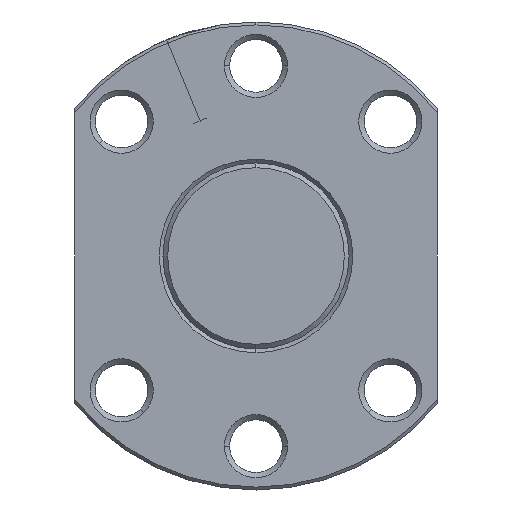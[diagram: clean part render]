
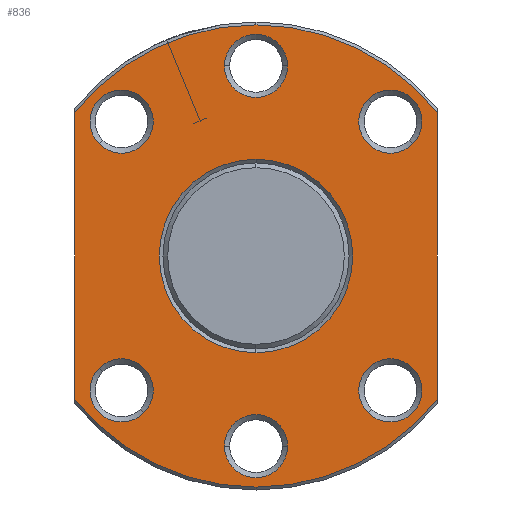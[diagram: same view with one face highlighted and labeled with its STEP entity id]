
A CAD part, left-side view. The second image highlights one B-rep face of the part: STEP entity #836.
In plain terms, the highlighted planar face has unit normal (-1, 0, 0).
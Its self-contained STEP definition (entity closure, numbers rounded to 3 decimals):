
#394=EDGE_CURVE('',#506,#532,#1127,.T.);
#410=EDGE_CURVE('',#698,#950,#1145,.T.);
#428=EDGE_CURVE('',#698,#1072,#1176,.T.);
#436=VERTEX_POINT('',#1184);
#460=VERTEX_POINT('',#1210);
#462=VERTEX_POINT('',#1212);
#480=EDGE_CURVE('',#506,#436,#1233,.T.);
#502=EDGE_CURVE('',#850,#508,#1258,.T.);
#506=VERTEX_POINT('',#1262);
#508=VERTEX_POINT('',#1264);
#526=EDGE_CURVE('',#436,#1072,#1285,.T.);
#532=VERTEX_POINT('',#1291);
#562=EDGE_CURVE('',#762,#654,#1326,.T.);
#644=VERTEX_POINT('',#1413);
#648=EDGE_CURVE('',#660,#978,#1417,.T.);
#654=VERTEX_POINT('',#1424);
#660=VERTEX_POINT('',#1431);
#674=EDGE_CURVE('',#508,#850,#1446,.T.);
#684=VERTEX_POINT('',#1457);
#692=EDGE_CURVE('',#892,#1032,#1466,.T.);
#698=VERTEX_POINT('',#1473);
#722=EDGE_CURVE('',#1032,#892,#1499,.T.);
#724=EDGE_CURVE('',#940,#960,#1501,.T.);
#744=EDGE_CURVE('',#684,#460,#1523,.T.);
#762=VERTEX_POINT('',#1544);
#804=EDGE_CURVE('',#950,#532,#1591,.T.);
#836=ADVANCED_FACE('',(#1627,#1628,#1629,#1630,#1631,#1632,#1633,#1634),#1635,.T.);
#850=VERTEX_POINT('',#1651);
#858=EDGE_CURVE('',#460,#684,#1659,.T.);
#892=VERTEX_POINT('',#1696);
#916=EDGE_CURVE('',#462,#644,#1720,.T.);
#940=VERTEX_POINT('',#1746);
#950=VERTEX_POINT('',#1757);
#960=VERTEX_POINT('',#1770);
#976=EDGE_CURVE('',#654,#762,#1786,.T.);
#978=VERTEX_POINT('',#1788);
#1012=EDGE_CURVE('',#960,#940,#1827,.T.);
#1020=EDGE_CURVE('',#978,#660,#1836,.T.);
#1028=EDGE_CURVE('',#644,#462,#1844,.T.);
#1032=VERTEX_POINT('',#1848);
#1072=VERTEX_POINT('',#1895);
#1127=LINE('',#1949,#1950);
#1145=CIRCLE('',#1973,39.502);
#1176=LINE('',#2006,#2007);
#1184=CARTESIAN_POINT('',(461.5,0.,-39.502));
#1210=CARTESIAN_POINT('',(461.5,-5.4,32.5));
#1212=CARTESIAN_POINT('',(461.5,5.4,-32.5));
#1233=CIRCLE('',#2083,39.502);
#1258=CIRCLE('',#2112,5.4);
#1262=CARTESIAN_POINT('',(461.5,-31.0,-24.483));
#1264=CARTESIAN_POINT('',(461.5,19.163,-26.799));
#1285=CIRCLE('',#2177,39.502);
#1291=CARTESIAN_POINT('',(461.5,-31.0,24.483));
#1326=CIRCLE('',#2248,5.4);
#1413=CARTESIAN_POINT('',(461.5,-5.4,-32.5));
#1417=CIRCLE('',#2409,5.4);
#1424=CARTESIAN_POINT('',(461.5,26.799,19.163));
#1431=CARTESIAN_POINT('',(461.5,-26.799,-19.163));
#1446=CIRCLE('',#2444,5.4);
#1457=CARTESIAN_POINT('',(461.5,5.4,32.5));
#1466=CIRCLE('',#2473,5.4);
#1473=CARTESIAN_POINT('',(461.5,31.0,24.483));
#1499=CIRCLE('',#2515,5.4);
#1501=CIRCLE('',#2518,16.536);
#1523=CIRCLE('',#2548,5.4);
#1544=CARTESIAN_POINT('',(461.5,19.163,26.799));
#1591=CIRCLE('',#2630,39.502);
#1627=FACE_BOUND('',#2711,.T.);
#1628=FACE_OUTER_BOUND('',#2712,.T.);
#1629=FACE_BOUND('',#2713,.T.);
#1630=FACE_BOUND('',#2714,.T.);
#1631=FACE_BOUND('',#2715,.T.);
#1632=FACE_BOUND('',#2716,.T.);
#1633=FACE_BOUND('',#2717,.T.);
#1634=FACE_BOUND('',#2718,.T.);
#1635=PLANE('',#2719);
#1651=CARTESIAN_POINT('',(461.5,26.799,-19.163));
#1659=CIRCLE('',#2753,5.4);
#1696=CARTESIAN_POINT('',(461.5,-19.163,26.799));
#1720=CIRCLE('',#2845,5.4);
#1746=CARTESIAN_POINT('',(461.5,0.,-16.536));
#1757=CARTESIAN_POINT('',(461.5,0.,39.502));
#1770=CARTESIAN_POINT('',(461.5,0.0,16.536));
#1786=CIRCLE('',#2941,5.4);
#1788=CARTESIAN_POINT('',(461.5,-19.163,-26.799));
#1827=CIRCLE('',#2996,16.536);
#1836=CIRCLE('',#3009,5.4);
#1844=CIRCLE('',#3021,5.4);
#1848=CARTESIAN_POINT('',(461.5,-26.799,19.163));
#1895=CARTESIAN_POINT('',(461.5,31.0,-24.483));
#1949=CARTESIAN_POINT('',(461.5,-31.0,9.876));
#1950=VECTOR('',#3138,1.0);
#1973=AXIS2_PLACEMENT_3D('',#3157,#3158,#3159);
#2006=CARTESIAN_POINT('',(461.5,31.0,9.876));
#2007=VECTOR('',#3225,1.0);
#2083=AXIS2_PLACEMENT_3D('',#3295,#3296,#3297);
#2112=AXIS2_PLACEMENT_3D('',#3326,#3327,#3328);
#2177=AXIS2_PLACEMENT_3D('',#3362,#3363,#3364);
#2248=AXIS2_PLACEMENT_3D('',#3417,#3418,#3419);
#2409=AXIS2_PLACEMENT_3D('',#3499,#3500,#3501);
#2444=AXIS2_PLACEMENT_3D('',#3531,#3532,#3533);
#2473=AXIS2_PLACEMENT_3D('',#3559,#3560,#3561);
#2515=AXIS2_PLACEMENT_3D('',#3599,#3600,#3601);
#2518=AXIS2_PLACEMENT_3D('',#3602,#3603,#3604);
#2548=AXIS2_PLACEMENT_3D('',#3632,#3633,#3634);
#2630=AXIS2_PLACEMENT_3D('',#3727,#3728,#3729);
#2711=EDGE_LOOP('',(#3776,#3777));
#2712=EDGE_LOOP('',(#3778,#3779,#3780,#3781,#3782,#3783));
#2713=EDGE_LOOP('',(#3784,#3785));
#2714=EDGE_LOOP('',(#3786,#3787));
#2715=EDGE_LOOP('',(#3788,#3789));
#2716=EDGE_LOOP('',(#3790,#3791));
#2717=EDGE_LOOP('',(#3792,#3793));
#2718=EDGE_LOOP('',(#3794,#3795));
#2719=AXIS2_PLACEMENT_3D('',#3796,#3797,#3798);
#2753=AXIS2_PLACEMENT_3D('',#3827,#3828,#3829);
#2845=AXIS2_PLACEMENT_3D('',#3883,#3884,#3885);
#2941=AXIS2_PLACEMENT_3D('',#3950,#3951,#3952);
#2996=AXIS2_PLACEMENT_3D('',#4007,#4008,#4009);
#3009=AXIS2_PLACEMENT_3D('',#4022,#4023,#4024);
#3021=AXIS2_PLACEMENT_3D('',#4029,#4030,#4031);
#3138=DIRECTION('',(0.,0.0,1.0));
#3157=CARTESIAN_POINT('',(461.5,0.0,0.0));
#3158=DIRECTION('',(1.0,0.0,-0.0));
#3159=DIRECTION('',(0.0,0.0,1.0));
#3225=DIRECTION('',(0.,0.0,-1.0));
#3295=CARTESIAN_POINT('',(461.5,0.0,0.0));
#3296=DIRECTION('',(1.0,0.0,-0.0));
#3297=DIRECTION('',(0.0,0.0,1.0));
#3326=CARTESIAN_POINT('',(461.5,22.981,-22.981));
#3327=DIRECTION('',(1.0,0.0,0.));
#3328=DIRECTION('',(0.,-0.707,-0.707));
#3362=CARTESIAN_POINT('',(461.5,0.0,0.0));
#3363=DIRECTION('',(1.0,0.0,-0.0));
#3364=DIRECTION('',(0.0,0.0,1.0));
#3417=CARTESIAN_POINT('',(461.5,22.981,22.981));
#3418=DIRECTION('',(1.0,0.0,0.));
#3419=DIRECTION('',(0.,0.707,-0.707));
#3499=CARTESIAN_POINT('',(461.5,-22.981,-22.981));
#3500=DIRECTION('',(1.0,0.0,0.));
#3501=DIRECTION('',(0.,-0.707,0.707));
#3531=CARTESIAN_POINT('',(461.5,22.981,-22.981));
#3532=DIRECTION('',(1.0,0.0,0.));
#3533=DIRECTION('',(0.,-0.707,-0.707));
#3559=CARTESIAN_POINT('',(461.5,-22.981,22.981));
#3560=DIRECTION('',(1.0,0.0,0.));
#3561=DIRECTION('',(0.,0.707,0.707));
#3599=CARTESIAN_POINT('',(461.5,-22.981,22.981));
#3600=DIRECTION('',(1.0,0.0,0.));
#3601=DIRECTION('',(0.,0.707,0.707));
#3602=CARTESIAN_POINT('',(461.5,0.0,0.0));
#3603=DIRECTION('',(1.0,0.0,0.));
#3604=DIRECTION('',(0.,0.0,1.0));
#3632=CARTESIAN_POINT('',(461.5,0.0,32.5));
#3633=DIRECTION('',(1.0,-0.0,0.));
#3634=DIRECTION('',(0.0,1.0,0.0));
#3727=CARTESIAN_POINT('',(461.5,0.0,0.0));
#3728=DIRECTION('',(1.0,0.0,-0.0));
#3729=DIRECTION('',(0.0,0.0,1.0));
#3776=ORIENTED_EDGE('',*,*,#1012,.T.);
#3777=ORIENTED_EDGE('',*,*,#724,.T.);
#3778=ORIENTED_EDGE('',*,*,#428,.T.);
#3779=ORIENTED_EDGE('',*,*,#526,.F.);
#3780=ORIENTED_EDGE('',*,*,#480,.F.);
#3781=ORIENTED_EDGE('',*,*,#394,.T.);
#3782=ORIENTED_EDGE('',*,*,#804,.F.);
#3783=ORIENTED_EDGE('',*,*,#410,.F.);
#3784=ORIENTED_EDGE('',*,*,#648,.T.);
#3785=ORIENTED_EDGE('',*,*,#1020,.T.);
#3786=ORIENTED_EDGE('',*,*,#1028,.T.);
#3787=ORIENTED_EDGE('',*,*,#916,.T.);
#3788=ORIENTED_EDGE('',*,*,#674,.T.);
#3789=ORIENTED_EDGE('',*,*,#502,.T.);
#3790=ORIENTED_EDGE('',*,*,#976,.T.);
#3791=ORIENTED_EDGE('',*,*,#562,.T.);
#3792=ORIENTED_EDGE('',*,*,#744,.T.);
#3793=ORIENTED_EDGE('',*,*,#858,.T.);
#3794=ORIENTED_EDGE('',*,*,#692,.T.);
#3795=ORIENTED_EDGE('',*,*,#722,.T.);
#3796=CARTESIAN_POINT('',(461.5,0.0,19.751));
#3797=DIRECTION('',(-1.0,-0.0,0.));
#3798=DIRECTION('',(0.,0.0,-1.0));
#3827=CARTESIAN_POINT('',(461.5,0.0,32.5));
#3828=DIRECTION('',(1.0,-0.0,0.));
#3829=DIRECTION('',(0.0,1.0,0.0));
#3883=CARTESIAN_POINT('',(461.5,0.0,-32.5));
#3884=DIRECTION('',(1.0,0.0,0.));
#3885=DIRECTION('',(0.0,-1.0,0.0));
#3950=CARTESIAN_POINT('',(461.5,22.981,22.981));
#3951=DIRECTION('',(1.0,0.0,0.));
#3952=DIRECTION('',(0.,0.707,-0.707));
#4007=CARTESIAN_POINT('',(461.5,0.0,0.0));
#4008=DIRECTION('',(1.0,0.0,0.));
#4009=DIRECTION('',(0.,0.0,1.0));
#4022=CARTESIAN_POINT('',(461.5,-22.981,-22.981));
#4023=DIRECTION('',(1.0,0.0,0.));
#4024=DIRECTION('',(0.,-0.707,0.707));
#4029=CARTESIAN_POINT('',(461.5,0.0,-32.5));
#4030=DIRECTION('',(1.0,0.0,0.));
#4031=DIRECTION('',(0.0,-1.0,0.0));
